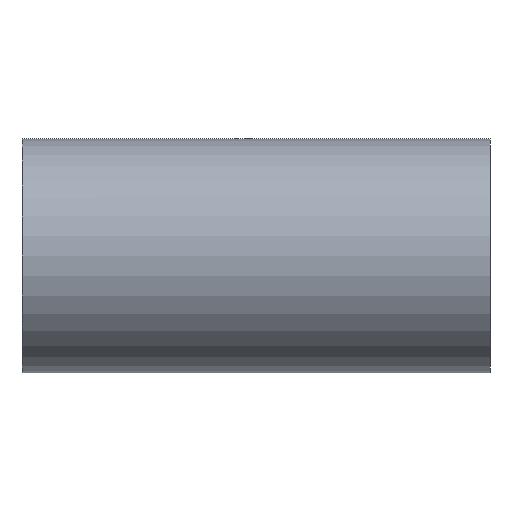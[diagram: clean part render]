
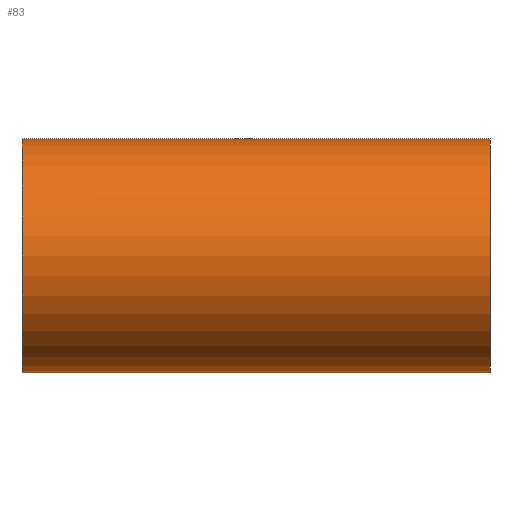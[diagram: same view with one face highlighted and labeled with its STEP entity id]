
A CAD part, front view. The second image highlights one B-rep face of the part: STEP entity #83.
In plain terms, the highlighted cylindrical face has radius 5.5 mm (diameter 11 mm), a partial arc.
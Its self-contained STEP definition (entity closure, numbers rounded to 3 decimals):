
#83=ADVANCED_FACE('',(#163),#164,.T.);
#163=FACE_OUTER_BOUND('',#247,.T.);
#164=CYLINDRICAL_SURFACE('',#248,5.5);
#247=EDGE_LOOP('',(#566,#567,#568,#569));
#248=AXIS2_PLACEMENT_3D('',#570,#571,#572);
#566=ORIENTED_EDGE('',*,*,#587,.T.);
#567=ORIENTED_EDGE('',*,*,#691,.F.);
#568=ORIENTED_EDGE('',*,*,#589,.T.);
#569=ORIENTED_EDGE('',*,*,#692,.F.);
#570=CARTESIAN_POINT('',(11.0,0.0,0.0));
#571=DIRECTION('',(1.0,0.0,0.0));
#572=DIRECTION('',(0.0,0.0,-1.0));
#587=EDGE_CURVE('',#693,#694,#695,.T.);
#589=EDGE_CURVE('',#698,#696,#699,.T.);
#691=EDGE_CURVE('',#698,#694,#867,.T.);
#692=EDGE_CURVE('',#693,#696,#868,.T.);
#693=VERTEX_POINT('',#869);
#694=VERTEX_POINT('',#870);
#695=LINE('',#871,#872);
#696=VERTEX_POINT('',#873);
#698=VERTEX_POINT('',#875);
#699=LINE('',#876,#877);
#867=CIRCLE('',#1377,5.5);
#868=CIRCLE('',#1378,5.5);
#869=CARTESIAN_POINT('',(0.0,0.0,-5.5));
#870=CARTESIAN_POINT('',(22.0,0.0,-5.5));
#871=CARTESIAN_POINT('',(11.0,0.,-5.5));
#872=VECTOR('',#1379,1.0);
#873=CARTESIAN_POINT('',(0.0,0.,5.5));
#875=CARTESIAN_POINT('',(22.0,0.,5.5));
#876=CARTESIAN_POINT('',(11.0,0.,5.5));
#877=VECTOR('',#1383,1.0);
#1377=AXIS2_PLACEMENT_3D('',#1473,#1474,#1475);
#1378=AXIS2_PLACEMENT_3D('',#1476,#1477,#1478);
#1379=DIRECTION('',(1.0,0.0,0.0));
#1383=DIRECTION('',(-1.0,-0.0,-0.0));
#1473=CARTESIAN_POINT('',(22.0,0.0,0.0));
#1474=DIRECTION('',(1.0,0.0,0.0));
#1475=DIRECTION('',(0.0,0.0,-1.0));
#1476=CARTESIAN_POINT('',(0.0,0.0,0.0));
#1477=DIRECTION('',(-1.0,0.0,0.0));
#1478=DIRECTION('',(0.0,0.0,-1.0));
